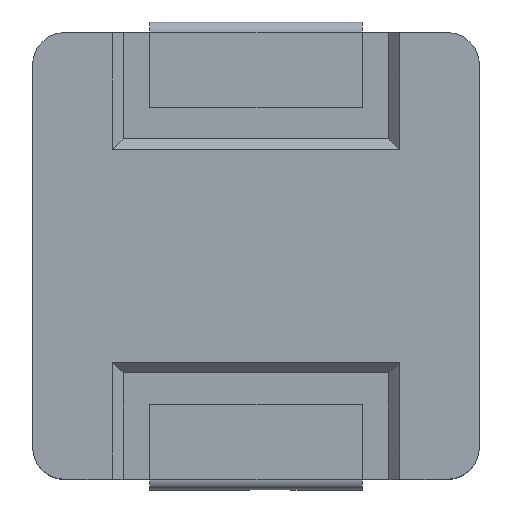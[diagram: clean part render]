
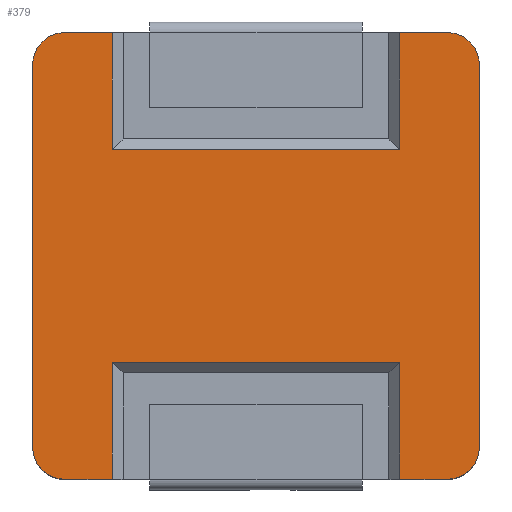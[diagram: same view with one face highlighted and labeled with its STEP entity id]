
A CAD part, top view. The second image highlights one B-rep face of the part: STEP entity #379.
In plain terms, the highlighted planar face has unit normal (0, 0, 1).
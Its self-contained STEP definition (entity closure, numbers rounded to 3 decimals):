
#144=CIRCLE('',#4045,0.3);
#145=CIRCLE('',#4046,0.3);
#146=CIRCLE('',#4047,0.3);
#147=CIRCLE('',#4048,0.3);
#251=PLANE('',#4049);
#379=ADVANCED_FACE('',(#659),#251,.T.);
#659=FACE_OUTER_BOUND('',#875,.T.);
#875=EDGE_LOOP('',(#1782,#1783,#1784,#1785,#1786,#1787,#1788,#1789,#1790,
#1791,#1792,#1793,#1794,#1795,#1796,#1797));
#1097=LINE('',#5266,#1376);
#1098=LINE('',#5271,#1377);
#1099=LINE('',#5273,#1378);
#1100=LINE('',#5275,#1379);
#1101=LINE('',#5277,#1380);
#1102=LINE('',#5279,#1381);
#1103=LINE('',#5283,#1382);
#1104=LINE('',#5287,#1383);
#1105=LINE('',#5289,#1384);
#1106=LINE('',#5291,#1385);
#1107=LINE('',#5293,#1386);
#1108=LINE('',#5295,#1387);
#1376=VECTOR('',#4308,1.);
#1377=VECTOR('',#4311,1.);
#1378=VECTOR('',#4312,1.);
#1379=VECTOR('',#4313,1.);
#1380=VECTOR('',#4314,1.);
#1381=VECTOR('',#4315,1.);
#1382=VECTOR('',#4318,1.);
#1383=VECTOR('',#4321,1.);
#1384=VECTOR('',#4322,1.);
#1385=VECTOR('',#4323,1.);
#1386=VECTOR('',#4324,1.);
#1387=VECTOR('',#4325,1.);
#1782=ORIENTED_EDGE('',*,*,#3234,.F.);
#1783=ORIENTED_EDGE('',*,*,#3235,.T.);
#1784=ORIENTED_EDGE('',*,*,#3236,.F.);
#1785=ORIENTED_EDGE('',*,*,#3237,.T.);
#1786=ORIENTED_EDGE('',*,*,#3238,.T.);
#1787=ORIENTED_EDGE('',*,*,#3239,.T.);
#1788=ORIENTED_EDGE('',*,*,#3240,.F.);
#1789=ORIENTED_EDGE('',*,*,#3241,.T.);
#1790=ORIENTED_EDGE('',*,*,#3242,.F.);
#1791=ORIENTED_EDGE('',*,*,#3243,.T.);
#1792=ORIENTED_EDGE('',*,*,#3244,.F.);
#1793=ORIENTED_EDGE('',*,*,#3245,.T.);
#1794=ORIENTED_EDGE('',*,*,#3246,.T.);
#1795=ORIENTED_EDGE('',*,*,#3247,.T.);
#1796=ORIENTED_EDGE('',*,*,#3248,.F.);
#1797=ORIENTED_EDGE('',*,*,#3249,.T.);
#2846=VERTEX_POINT('',#5267);
#2847=VERTEX_POINT('',#5268);
#2848=VERTEX_POINT('',#5270);
#2849=VERTEX_POINT('',#5272);
#2850=VERTEX_POINT('',#5274);
#2851=VERTEX_POINT('',#5276);
#2852=VERTEX_POINT('',#5278);
#2853=VERTEX_POINT('',#5280);
#2854=VERTEX_POINT('',#5282);
#2855=VERTEX_POINT('',#5284);
#2856=VERTEX_POINT('',#5286);
#2857=VERTEX_POINT('',#5288);
#2858=VERTEX_POINT('',#5290);
#2859=VERTEX_POINT('',#5292);
#2860=VERTEX_POINT('',#5294);
#2861=VERTEX_POINT('',#5296);
#3234=EDGE_CURVE('',#2846,#2847,#1097,.T.);
#3235=EDGE_CURVE('',#2846,#2848,#144,.T.);
#3236=EDGE_CURVE('',#2849,#2848,#1098,.T.);
#3237=EDGE_CURVE('',#2849,#2850,#1099,.T.);
#3238=EDGE_CURVE('',#2850,#2851,#1100,.T.);
#3239=EDGE_CURVE('',#2851,#2852,#1101,.T.);
#3240=EDGE_CURVE('',#2853,#2852,#1102,.T.);
#3241=EDGE_CURVE('',#2853,#2854,#145,.T.);
#3242=EDGE_CURVE('',#2855,#2854,#1103,.T.);
#3243=EDGE_CURVE('',#2855,#2856,#146,.T.);
#3244=EDGE_CURVE('',#2857,#2856,#1104,.T.);
#3245=EDGE_CURVE('',#2857,#2858,#1105,.T.);
#3246=EDGE_CURVE('',#2858,#2859,#1106,.T.);
#3247=EDGE_CURVE('',#2859,#2860,#1107,.T.);
#3248=EDGE_CURVE('',#2861,#2860,#1108,.T.);
#3249=EDGE_CURVE('',#2861,#2847,#147,.T.);
#4045=AXIS2_PLACEMENT_3D('',#5269,#4309,#4310);
#4046=AXIS2_PLACEMENT_3D('',#5281,#4316,#4317);
#4047=AXIS2_PLACEMENT_3D('',#5285,#4319,#4320);
#4048=AXIS2_PLACEMENT_3D('',#5297,#4326,#4327);
#4049=AXIS2_PLACEMENT_3D('',#5298,#4328,#4329);
#4308=DIRECTION('',(0.,1.,0.));
#4309=DIRECTION('',(0.,0.,1.));
#4310=DIRECTION('',(1.,0.,0.));
#4311=DIRECTION('',(-1.,0.,0.));
#4312=DIRECTION('',(0.,1.,0.));
#4313=DIRECTION('',(1.,0.,0.));
#4314=DIRECTION('',(0.,-1.,0.));
#4315=DIRECTION('',(-1.,0.,0.));
#4316=DIRECTION('',(0.,0.,1.));
#4317=DIRECTION('',(1.,0.,0.));
#4318=DIRECTION('',(0.,-1.,0.));
#4319=DIRECTION('',(0.,0.,1.));
#4320=DIRECTION('',(1.,0.,0.));
#4321=DIRECTION('',(1.,0.,0.));
#4322=DIRECTION('',(0.,-1.,0.));
#4323=DIRECTION('',(-1.,0.,0.));
#4324=DIRECTION('',(0.,1.,0.));
#4325=DIRECTION('',(1.,0.,0.));
#4326=DIRECTION('',(0.,0.,1.));
#4327=DIRECTION('',(1.,0.,0.));
#4328=DIRECTION('',(0.,0.,1.));
#4329=DIRECTION('',(0.,1.,0.));
#5266=CARTESIAN_POINT('',(3.782,7.75,-0.2));
#5267=CARTESIAN_POINT('',(3.782,5.95,-0.2));
#5268=CARTESIAN_POINT('',(3.782,9.55,-0.2));
#5269=CARTESIAN_POINT('',(4.082,5.95,-0.2));
#5270=CARTESIAN_POINT('',(4.082,5.65,-0.2));
#5271=CARTESIAN_POINT('',(5.882,5.65,-0.2));
#5272=CARTESIAN_POINT('',(4.532,5.65,-0.2));
#5273=CARTESIAN_POINT('',(4.532,6.65,-0.2));
#5274=CARTESIAN_POINT('',(4.532,6.75,-0.2));
#5275=CARTESIAN_POINT('',(7.132,6.75,-0.2));
#5276=CARTESIAN_POINT('',(7.232,6.75,-0.2));
#5277=CARTESIAN_POINT('',(7.232,5.65,-0.2));
#5278=CARTESIAN_POINT('',(7.232,5.65,-0.2));
#5279=CARTESIAN_POINT('',(5.882,5.65,-0.2));
#5280=CARTESIAN_POINT('',(7.682,5.65,-0.2));
#5281=CARTESIAN_POINT('',(7.682,5.95,-0.2));
#5282=CARTESIAN_POINT('',(7.982,5.95,-0.2));
#5283=CARTESIAN_POINT('',(7.982,7.75,-0.2));
#5284=CARTESIAN_POINT('',(7.982,9.55,-0.2));
#5285=CARTESIAN_POINT('',(7.682,9.55,-0.2));
#5286=CARTESIAN_POINT('',(7.682,9.85,-0.2));
#5287=CARTESIAN_POINT('',(5.882,9.85,-0.2));
#5288=CARTESIAN_POINT('',(7.232,9.85,-0.2));
#5289=CARTESIAN_POINT('',(7.232,8.85,-0.2));
#5290=CARTESIAN_POINT('',(7.232,8.75,-0.2));
#5291=CARTESIAN_POINT('',(4.632,8.75,-0.2));
#5292=CARTESIAN_POINT('',(4.532,8.75,-0.2));
#5293=CARTESIAN_POINT('',(4.532,9.85,-0.2));
#5294=CARTESIAN_POINT('',(4.532,9.85,-0.2));
#5295=CARTESIAN_POINT('',(5.882,9.85,-0.2));
#5296=CARTESIAN_POINT('',(4.082,9.85,-0.2));
#5297=CARTESIAN_POINT('',(4.082,9.55,-0.2));
#5298=CARTESIAN_POINT('',(5.882,7.75,-0.2));
